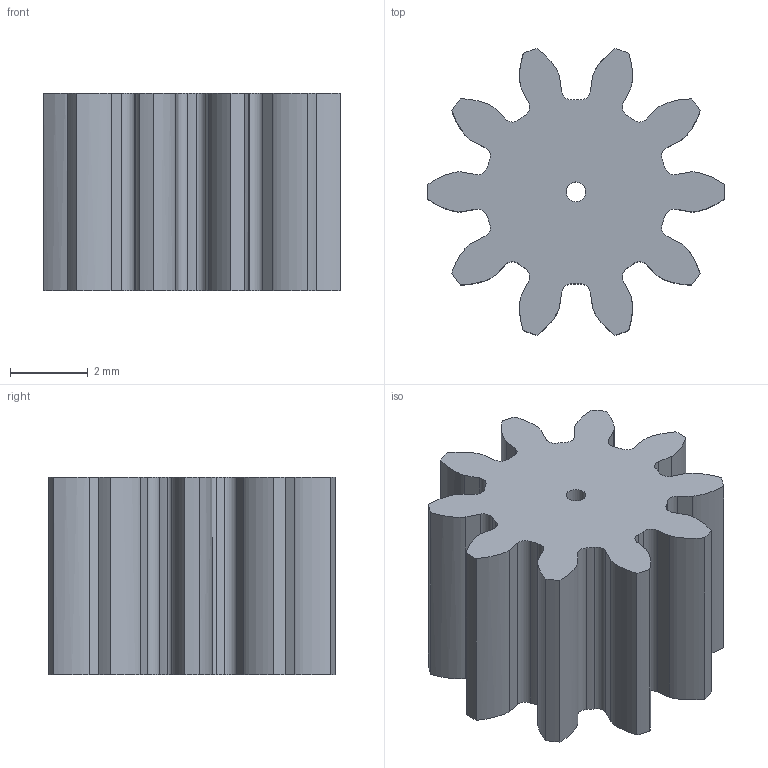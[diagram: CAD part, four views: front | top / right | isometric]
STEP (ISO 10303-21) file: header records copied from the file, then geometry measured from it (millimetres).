
FILE_DESCRIPTION(/* description */ (''),/* implementation_level */ '2;1');
FILE_NAME(/* name */ '10t Gear v1.step',/* time_stamp */ '2019-06-07T22:22:17-07:00',/* author */ (''),/* organization */ (''),/* preprocessor_version */ 'ST-DEVELOPER v18',/* originating_system */ 'Autodesk Translation Framework v8.2.0.1029',/* authorisation */ '');
FILE_SCHEMA (('AUTOMOTIVE_DESIGN { 1 0 10303 214 3 1 1 }'));
Length unit declared in the file: inch
Products named in the file (2): 10t Gear; Spur Gear (10 teeth)
Assembly tree (1 placements, depth 2):
  10t Gear
    Spur Gear (10 teeth)
Bounding box: 7.62 x 7.35 x 5.08 mm (x, y, z)
Volume: 152.1 mm3; surface area: 269.9 mm2
Topology: 1 solids, 1 shells, 83 faces, 243 edges, 162 vertices
Faces by surface type: cylinder 41, plane 22, bspline 20
Full cylindrical faces by diameter (mm): 0.508 x1
Entity records: 8578 total; most frequent: CARTESIAN_POINT 6431, ORIENTED_EDGE 486, DIRECTION 417, EDGE_CURVE 243, VERTEX_POINT 162, AXIS2_PLACEMENT_3D 148, LINE 121, VECTOR 121
